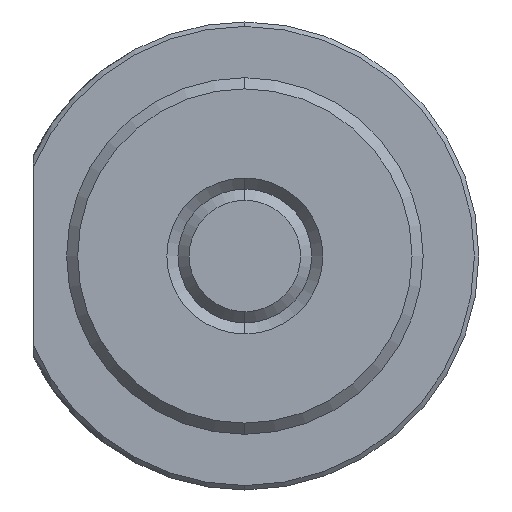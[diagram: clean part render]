
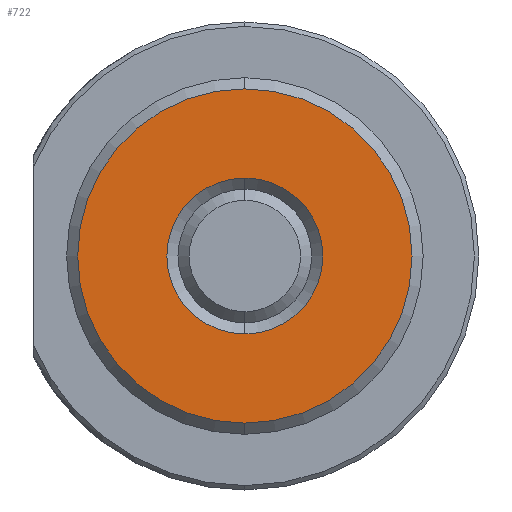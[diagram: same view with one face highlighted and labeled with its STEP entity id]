
A CAD part, left-side view. The second image highlights one B-rep face of the part: STEP entity #722.
In plain terms, the highlighted planar face has unit normal (-1, 0, 0).
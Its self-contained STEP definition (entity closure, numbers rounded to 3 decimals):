
#2 = AXIS2_PLACEMENT_3D ( 'NONE', #1278, #1267, #1271 ) ;
#8 = EDGE_CURVE ( 'NONE', #775, #957, #2796, .T. ) ;
#17 = AXIS2_PLACEMENT_3D ( 'NONE', #1203, #1209, #1210 ) ;
#113 = EDGE_CURVE ( 'NONE', #574, #587, #2896, .T. ) ;
#148 = EDGE_CURVE ( 'NONE', #587, #574, #2933, .T. ) ;
#173 = AXIS2_PLACEMENT_3D ( 'NONE', #1298, #1292, #1304 ) ;
#194 = EDGE_CURVE ( 'NONE', #957, #775, #2965, .T. ) ;
#306 = AXIS2_PLACEMENT_3D ( 'NONE', #1075, #1078, #1096 ) ;
#425 = FACE_OUTER_BOUND ( 'NONE', #1522, .T. ) ;
#444 = FACE_BOUND ( 'NONE', #1558, .T. ) ;
#574 = VERTEX_POINT ( 'NONE', #1605 ) ;
#587 = VERTEX_POINT ( 'NONE', #1616 ) ;
#722 = ADVANCED_FACE ( 'NONE', ( #444, #425 ), #1928, .F. ) ;
#775 = VERTEX_POINT ( 'NONE', #2070 ) ;
#957 = VERTEX_POINT ( 'NONE', #2143 ) ;
#1075 = CARTESIAN_POINT ( 'NONE',  ( 0., 0., 0. ) ) ;
#1078 = DIRECTION ( 'NONE',  ( -1., 0., 0. ) ) ;
#1096 = DIRECTION ( 'NONE',  ( 0., 0., -1. ) ) ;
#1203 = CARTESIAN_POINT ( 'NONE',  ( 0., 0., 0. ) ) ;
#1209 = DIRECTION ( 'NONE',  ( 1., 0., 0. ) ) ;
#1210 = DIRECTION ( 'NONE',  ( 0., 0., -1. ) ) ;
#1267 = DIRECTION ( 'NONE',  ( 1., 0., 0. ) ) ;
#1271 = DIRECTION ( 'NONE',  ( 0., 0., -1. ) ) ;
#1278 = CARTESIAN_POINT ( 'NONE',  ( 0., 0., 0. ) ) ;
#1292 = DIRECTION ( 'NONE',  ( -1., 0., 0. ) ) ;
#1298 = CARTESIAN_POINT ( 'NONE',  ( 0., 0., 0. ) ) ;
#1304 = DIRECTION ( 'NONE',  ( 0., 0., -1. ) ) ;
#1522 = EDGE_LOOP ( 'NONE', ( #2581, #2578 ) ) ;
#1558 = EDGE_LOOP ( 'NONE', ( #2583, #2582 ) ) ;
#1605 = CARTESIAN_POINT ( 'NONE',  ( 0., 0., 7.5 ) ) ;
#1616 = CARTESIAN_POINT ( 'NONE',  ( 0., 0., -7.5 ) ) ;
#1927 = CARTESIAN_POINT ( 'NONE',  ( 0., 3., 0. ) ) ;
#1928 = PLANE ( 'NONE',  #3334 ) ;
#1929 = DIRECTION ( 'NONE',  ( 1., 0., 0. ) ) ;
#1930 = DIRECTION ( 'NONE',  ( 0., 0., -1. ) ) ;
#2070 = CARTESIAN_POINT ( 'NONE',  ( 0., 0., -3.5 ) ) ;
#2143 = CARTESIAN_POINT ( 'NONE',  ( 0., 0., 3.5 ) ) ;
#2578 = ORIENTED_EDGE ( 'NONE', *, *, #113, .T. ) ;
#2581 = ORIENTED_EDGE ( 'NONE', *, *, #148, .T. ) ;
#2582 = ORIENTED_EDGE ( 'NONE', *, *, #8, .T. ) ;
#2583 = ORIENTED_EDGE ( 'NONE', *, *, #194, .T. ) ;
#2796 = CIRCLE ( 'NONE', #17, 3.5 ) ;
#2896 = CIRCLE ( 'NONE', #306, 7.5 ) ;
#2933 = CIRCLE ( 'NONE', #173, 7.5 ) ;
#2965 = CIRCLE ( 'NONE', #2, 3.5 ) ;
#3334 = AXIS2_PLACEMENT_3D ( 'NONE', #1927, #1929, #1930 ) ;
